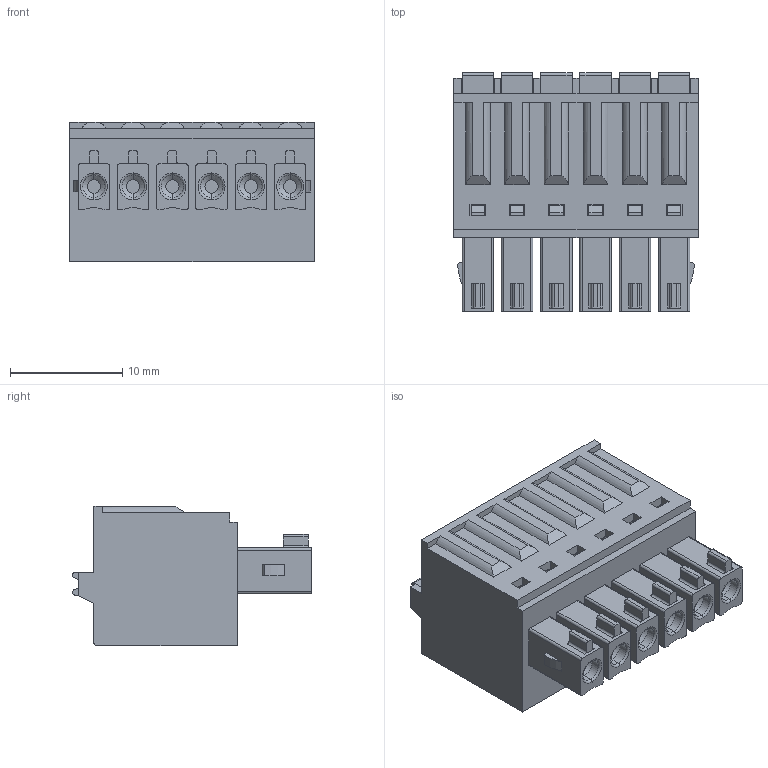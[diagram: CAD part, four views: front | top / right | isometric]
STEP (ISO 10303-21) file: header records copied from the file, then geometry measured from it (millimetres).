
FILE_DESCRIPTION (( 'STEP AP214' ), '1' );
FILE_NAME ('15EDGKD-3.5-06P-14-00AH.STEP', '2021-01-30T00:48:15', ( '' ), ( '' ), 'SwSTEP 2.0', 'SolidWorks 2020', '' );
FILE_SCHEMA (( 'AUTOMOTIVE_DESIGN' ));
Length unit declared in the file: millimetre
Products named in the file (1): 15EDGKD-3.5-06P-14-00AH
Bounding box: 21.8 x 21.3 x 12.4 mm (x, y, z)
Volume: 3342.7 mm3; surface area: 3400.6 mm2
Topology: 1 solids, 1 shells, 963 faces, 2502 edges, 1632 vertices
Faces by surface type: plane 554, cylinder 209, bspline 134, cone 42, torus 24
Entity records: 40361 total; most frequent: CARTESIAN_POINT 13480, ORIENTED_EDGE 5004, DIRECTION 4216, EDGE_CURVE 2502, VECTOR 1672, LINE 1672, VERTEX_POINT 1632, AXIS2_PLACEMENT_3D 1272
